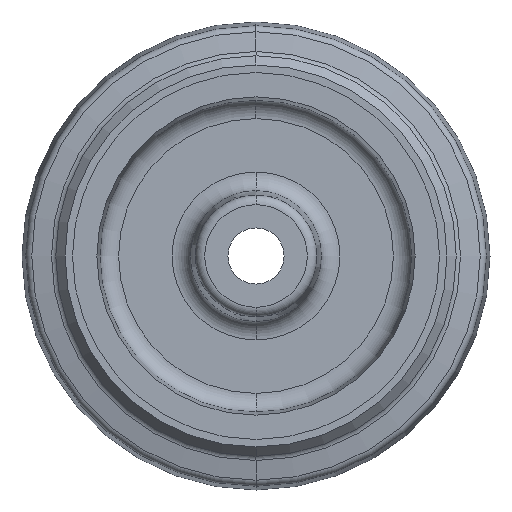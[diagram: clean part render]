
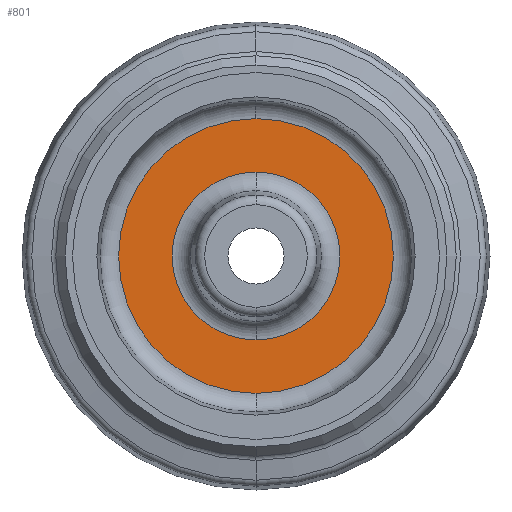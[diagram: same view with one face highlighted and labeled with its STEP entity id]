
A CAD part, left-side view. The second image highlights one B-rep face of the part: STEP entity #801.
In plain terms, the highlighted planar face has unit normal (-1, 0, 0).
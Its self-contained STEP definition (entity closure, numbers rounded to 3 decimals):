
#5 = ORIENTED_EDGE ( 'NONE', *, *, #818, .T. ) ;
#65 = CARTESIAN_POINT ( 'NONE',  ( -4., 0., 0. ) ) ;
#129 = PLANE ( 'NONE',  #471 ) ;
#135 = VERTEX_POINT ( 'NONE', #150 ) ;
#150 = CARTESIAN_POINT ( 'NONE',  ( -4., 0., 22.419 ) ) ;
#197 = EDGE_LOOP ( 'NONE', ( #1619, #354 ) ) ;
#226 = ORIENTED_EDGE ( 'NONE', *, *, #621, .T. ) ;
#238 = EDGE_LOOP ( 'NONE', ( #226, #5 ) ) ;
#262 = CARTESIAN_POINT ( 'NONE',  ( -4., 0., -22.419 ) ) ;
#275 = DIRECTION ( 'NONE',  ( 0., 0., -1. ) ) ;
#339 = CIRCLE ( 'NONE', #1567, 36.694 ) ;
#354 = ORIENTED_EDGE ( 'NONE', *, *, #1243, .T. ) ;
#381 = DIRECTION ( 'NONE',  ( 1., 0., 0. ) ) ;
#409 = DIRECTION ( 'NONE',  ( -1., 0., 0. ) ) ;
#471 = AXIS2_PLACEMENT_3D ( 'NONE', #1111, #564, #275 ) ;
#564 = DIRECTION ( 'NONE',  ( 1., 0., 0. ) ) ;
#621 = EDGE_CURVE ( 'NONE', #873, #674, #339, .T. ) ;
#637 = DIRECTION ( 'NONE',  ( 0., 0., -1. ) ) ;
#674 = VERTEX_POINT ( 'NONE', #1057 ) ;
#801 = ADVANCED_FACE ( 'NONE', ( #1214, #1117 ), #129, .F. ) ;
#818 = EDGE_CURVE ( 'NONE', #674, #873, #1400, .T. ) ;
#873 = VERTEX_POINT ( 'NONE', #1690 ) ;
#882 = CIRCLE ( 'NONE', #1681, 22.419 ) ;
#1057 = CARTESIAN_POINT ( 'NONE',  ( -4., 0., 36.694 ) ) ;
#1097 = CARTESIAN_POINT ( 'NONE',  ( -4., 0., 0. ) ) ;
#1111 = CARTESIAN_POINT ( 'NONE',  ( -4., 17.837, 0. ) ) ;
#1117 = FACE_BOUND ( 'NONE', #197, .T. ) ;
#1204 = EDGE_CURVE ( 'NONE', #1616, #135, #882, .T. ) ;
#1214 = FACE_OUTER_BOUND ( 'NONE', #238, .T. ) ;
#1243 = EDGE_CURVE ( 'NONE', #135, #1616, #1516, .T. ) ;
#1244 = CARTESIAN_POINT ( 'NONE',  ( -4., 0., 0. ) ) ;
#1263 = CARTESIAN_POINT ( 'NONE',  ( -4., 0., 0. ) ) ;
#1276 = AXIS2_PLACEMENT_3D ( 'NONE', #1263, #409, #1530 ) ;
#1372 = DIRECTION ( 'NONE',  ( 0., 0., -1. ) ) ;
#1400 = CIRCLE ( 'NONE', #1276, 36.694 ) ;
#1458 = DIRECTION ( 'NONE',  ( -1., 0., 0. ) ) ;
#1499 = DIRECTION ( 'NONE',  ( 0., 0., -1. ) ) ;
#1516 = CIRCLE ( 'NONE', #1734, 22.419 ) ;
#1530 = DIRECTION ( 'NONE',  ( 0., 0., -1. ) ) ;
#1567 = AXIS2_PLACEMENT_3D ( 'NONE', #65, #1458, #637 ) ;
#1616 = VERTEX_POINT ( 'NONE', #262 ) ;
#1619 = ORIENTED_EDGE ( 'NONE', *, *, #1204, .T. ) ;
#1658 = DIRECTION ( 'NONE',  ( 1., 0., 0. ) ) ;
#1681 = AXIS2_PLACEMENT_3D ( 'NONE', #1244, #381, #1372 ) ;
#1690 = CARTESIAN_POINT ( 'NONE',  ( -4., 0., -36.694 ) ) ;
#1734 = AXIS2_PLACEMENT_3D ( 'NONE', #1097, #1658, #1499 ) ;
